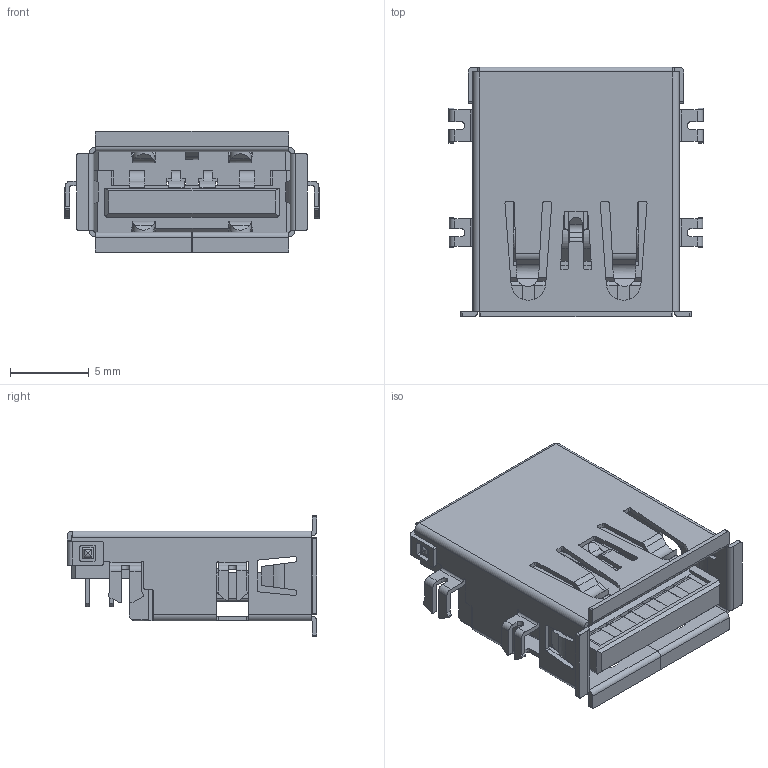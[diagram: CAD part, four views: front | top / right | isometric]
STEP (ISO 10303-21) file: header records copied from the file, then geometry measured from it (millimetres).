
FILE_DESCRIPTION( ( 'Unknown' ), '1' );
FILE_NAME( '692121130100.stp', 'Unknown', ( 'Unknown' ), ( 'Unknown' ), 'PSStep 17.0.49', 'Unknown', ' ' );
FILE_SCHEMA( ( 'AUTOMOTIVE_DESIGN { 1 0 10303 214 1 1 1 1 }' ) );
Length unit declared in the file: millimetre
Products named in the file (10): Assem1; houssing; pin2; pin1; pin3; pin4; pin6; pin5; houssing2; shielding1
Assembly tree (12 placements, depth 2):
  Assem1
    houssing
    pin2  x2
    pin1
    pin3
    pin4
    pin6  x2
    pin5  x2
    houssing2
    shielding1
Bounding box: 16.16 x 15.87 x 7.72 mm (x, y, z)
Volume: 493.8 mm3; surface area: 2254.2 mm2
Topology: 12 solids, 12 shells, 1014 faces, 2887 edges, 1884 vertices
Faces by surface type: plane 648, cylinder 339, bspline 27
Entity records: 37279 total; most frequent: CARTESIAN_POINT 6086, ORIENTED_EDGE 5136, DIRECTION 4870, EDGE_CURVE 2568, LINE 1904, VECTOR 1904, VERTEX_POINT 1676, AXIS2_PLACEMENT_3D 1483
